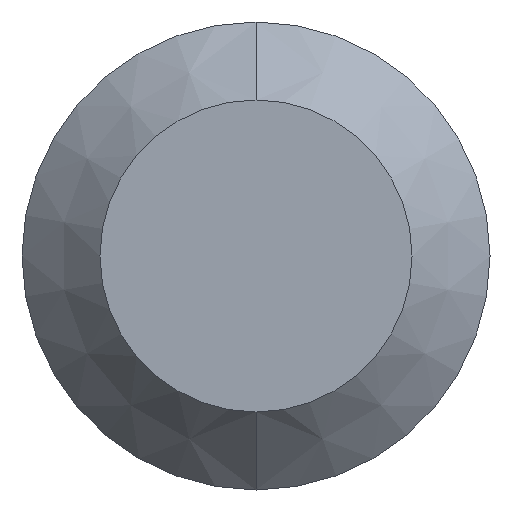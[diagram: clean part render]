
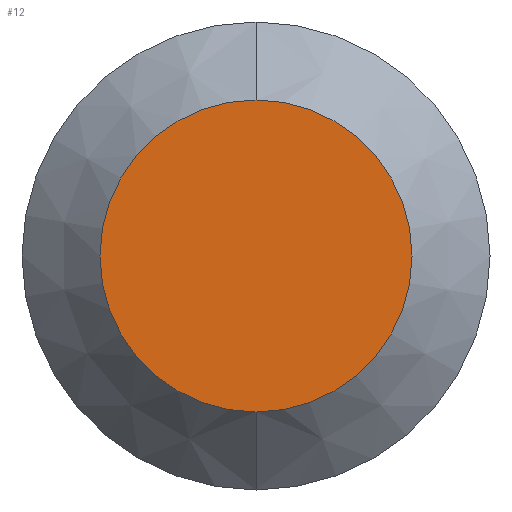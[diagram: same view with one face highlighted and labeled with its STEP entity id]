
A CAD part, front view. The second image highlights one B-rep face of the part: STEP entity #12.
In plain terms, the highlighted planar face has unit normal (0, -1, 0).
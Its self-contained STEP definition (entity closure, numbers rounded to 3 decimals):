
#2 = ORIENTED_EDGE ( 'NONE', *, *, #156, .T. ) ;
#12 = ADVANCED_FACE ( 'NONE', ( #151 ), #192, .T. ) ;
#21 = DIRECTION ( 'NONE',  ( 0., 0., -1. ) ) ;
#24 = EDGE_CURVE ( 'NONE', #222, #238, #194, .T. ) ;
#43 = CARTESIAN_POINT ( 'NONE',  ( 0., 0., 0. ) ) ;
#53 = DIRECTION ( 'NONE',  ( 0., -1., 0. ) ) ;
#57 = ORIENTED_EDGE ( 'NONE', *, *, #24, .T. ) ;
#63 = DIRECTION ( 'NONE',  ( 0., -1., 0. ) ) ;
#64 = DIRECTION ( 'NONE',  ( 0., 0., -1. ) ) ;
#70 = DIRECTION ( 'NONE',  ( 0., 0., -1. ) ) ;
#107 = CARTESIAN_POINT ( 'NONE',  ( 0., 0., 2. ) ) ;
#113 = AXIS2_PLACEMENT_3D ( 'NONE', #175, #121, #21 ) ;
#121 = DIRECTION ( 'NONE',  ( 0., -1., 0. ) ) ;
#129 = CARTESIAN_POINT ( 'NONE',  ( 0., 0., 0. ) ) ;
#135 = EDGE_LOOP ( 'NONE', ( #2, #57 ) ) ;
#136 = AXIS2_PLACEMENT_3D ( 'NONE', #43, #63, #64 ) ;
#151 = FACE_OUTER_BOUND ( 'NONE', #135, .T. ) ;
#156 = EDGE_CURVE ( 'NONE', #238, #222, #207, .T. ) ;
#175 = CARTESIAN_POINT ( 'NONE',  ( 0., 0., 0. ) ) ;
#177 = AXIS2_PLACEMENT_3D ( 'NONE', #129, #53, #70 ) ;
#181 = CARTESIAN_POINT ( 'NONE',  ( 0., 0., -2. ) ) ;
#192 = PLANE ( 'NONE',  #113 ) ;
#194 = CIRCLE ( 'NONE', #136, 2. ) ;
#207 = CIRCLE ( 'NONE', #177, 2. ) ;
#222 = VERTEX_POINT ( 'NONE', #181 ) ;
#238 = VERTEX_POINT ( 'NONE', #107 ) ;
